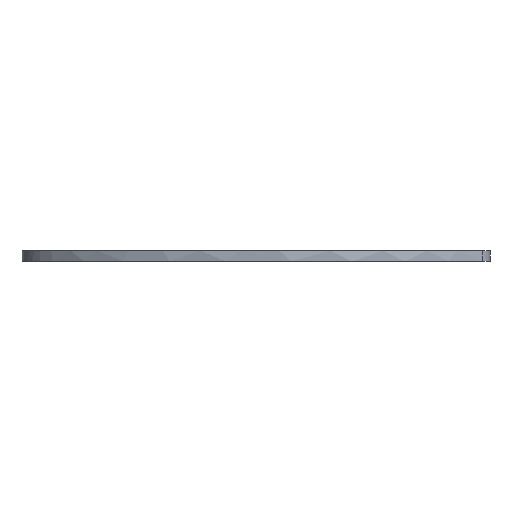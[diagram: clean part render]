
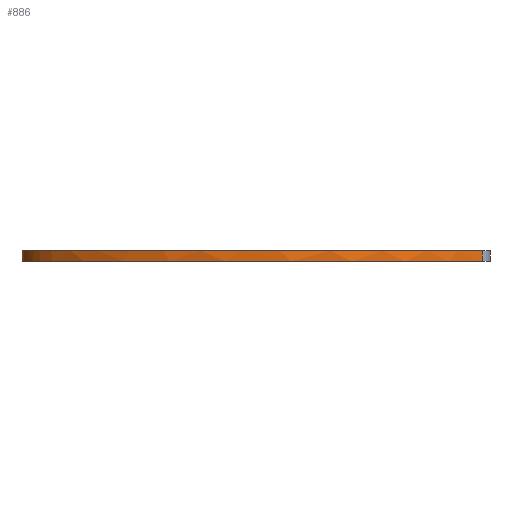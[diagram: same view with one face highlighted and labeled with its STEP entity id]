
A CAD part, left-side view. The second image highlights one B-rep face of the part: STEP entity #886.
In plain terms, the highlighted free-form (B-spline) face has degree [5, 1] with [20, 2] control points.
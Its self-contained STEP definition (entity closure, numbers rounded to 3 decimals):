
#16=(
BOUNDED_SURFACE()
B_SPLINE_SURFACE(5,1,((#1667,#1668),(#1669,#1670),(#1671,#1672),(#1673,
#1674),(#1675,#1676),(#1677,#1678),(#1679,#1680),(#1681,#1682),(#1683,#1684),
(#1685,#1686),(#1687,#1688),(#1689,#1690),(#1691,#1692),(#1693,#1694),(#1695,
#1696),(#1697,#1698),(#1699,#1700),(#1701,#1702),(#1703,#1704),(#1705,#1706)),
 .UNSPECIFIED.,.F.,.F.,.F.)
B_SPLINE_SURFACE_WITH_KNOTS((6,1,1,1,1,1,1,1,1,1,1,1,1,1,1,6),(2,2),(-1.,
-0.933,-0.867,-0.8,-0.733,-0.667,
-0.6,-0.533,-0.467,-0.4,-0.333,-0.267,
-0.2,-0.133,-0.067,0.),(0.,0.318),
 .UNSPECIFIED.)
GEOMETRIC_REPRESENTATION_ITEM()
RATIONAL_B_SPLINE_SURFACE(((1.,1.),(1.,1.),(1.,1.),(1.,1.),(1.,1.),(1.,
1.),(1.,1.),(1.,1.),(1.,1.),(1.,1.),(1.,1.),(1.,1.),(1.,1.),(1.,1.),(1.,
1.),(1.,1.),(1.,1.),(1.,1.),(1.,1.),(1.,1.)))
REPRESENTATION_ITEM('')
SURFACE()
);
#124=FACE_OUTER_BOUND('',#202,.T.);
#202=EDGE_LOOP('',(#823,#824,#825,#826));
#205=(
BOUNDED_CURVE()
B_SPLINE_CURVE(5,(#1277,#1278,#1279,#1280,#1281,#1282,#1283,#1284,#1285,
#1286,#1287,#1288,#1289,#1290,#1291,#1292,#1293,#1294,#1295,#1296),
 .UNSPECIFIED.,.F.,.F.)
B_SPLINE_CURVE_WITH_KNOTS((6,1,1,1,1,1,1,1,1,1,1,1,1,1,1,6),(-0.963,
-0.933,-0.867,-0.8,-0.733,-0.667,
-0.6,-0.533,-0.467,-0.4,-0.333,-0.267,
-0.2,-0.133,-0.067,0.),.UNSPECIFIED.)
CURVE()
GEOMETRIC_REPRESENTATION_ITEM()
RATIONAL_B_SPLINE_CURVE((1.,1.,1.,1.,1.,1.,1.,1.,1.,1.,1.,1.,1.,1.,1.,1.,
1.,1.,1.,1.))
REPRESENTATION_ITEM('')
);
#208=(
BOUNDED_CURVE()
B_SPLINE_CURVE(5,(#1428,#1429,#1430,#1431,#1432,#1433,#1434,#1435,#1436,
#1437,#1438,#1439,#1440,#1441,#1442,#1443,#1444,#1445,#1446,#1447),
 .UNSPECIFIED.,.F.,.F.)
B_SPLINE_CURVE_WITH_KNOTS((6,1,1,1,1,1,1,1,1,1,1,1,1,1,1,6),(0.,0.067,
0.133,0.2,0.267,0.333,0.4,0.467,
0.533,0.6,0.667,0.733,0.8,0.867,
0.933,0.963),.UNSPECIFIED.)
CURVE()
GEOMETRIC_REPRESENTATION_ITEM()
RATIONAL_B_SPLINE_CURVE((1.,1.,1.,1.,1.,1.,1.,1.,1.,1.,1.,1.,1.,1.,1.,1.,
1.,1.,1.,1.))
REPRESENTATION_ITEM('')
);
#319=LINE('',#1666,#373);
#373=VECTOR('',#1247,10.);
#382=B_SPLINE_CURVE_WITH_KNOTS('',3,(#1607,#1608,#1609,#1610),
 .UNSPECIFIED.,.F.,.F.,(4,4),(0.,0.318),
 .UNSPECIFIED.);
#390=VERTEX_POINT('',#1271);
#391=VERTEX_POINT('',#1276);
#434=VERTEX_POINT('',#1425);
#435=VERTEX_POINT('',#1427);
#470=EDGE_CURVE('',#390,#391,#205,.T.);
#516=EDGE_CURVE('',#434,#435,#208,.T.);
#557=EDGE_CURVE('',#435,#390,#382,.T.);
#585=EDGE_CURVE('',#434,#391,#319,.T.);
#823=ORIENTED_EDGE('',*,*,#557,.F.);
#824=ORIENTED_EDGE('',*,*,#516,.F.);
#825=ORIENTED_EDGE('',*,*,#585,.T.);
#826=ORIENTED_EDGE('',*,*,#470,.F.);
#886=ADVANCED_FACE('',(#124),#16,.T.);
#1247=DIRECTION('',(0.,0.,1.));
#1271=CARTESIAN_POINT('',(-60.123,69.581,3.175));
#1276=CARTESIAN_POINT('',(-80.825,-63.169,3.175));
#1277=CARTESIAN_POINT('Ctrl Pts',(-60.123,69.581,3.175));
#1278=CARTESIAN_POINT('Ctrl Pts',(-60.783,70.045,3.175));
#1279=CARTESIAN_POINT('Ctrl Pts',(-62.91,71.406,3.175));
#1280=CARTESIAN_POINT('Ctrl Pts',(-66.39,72.891,3.175));
#1281=CARTESIAN_POINT('Ctrl Pts',(-71.049,73.112,3.175));
#1282=CARTESIAN_POINT('Ctrl Pts',(-76.79,70.4,3.175));
#1283=CARTESIAN_POINT('Ctrl Pts',(-83.125,64.2,3.175));
#1284=CARTESIAN_POINT('Ctrl Pts',(-89.259,55.477,3.175));
#1285=CARTESIAN_POINT('Ctrl Pts',(-94.82,44.67,3.175));
#1286=CARTESIAN_POINT('Ctrl Pts',(-99.313,32.153,3.175));
#1287=CARTESIAN_POINT('Ctrl Pts',(-102.241,18.319,3.175));
#1288=CARTESIAN_POINT('Ctrl Pts',(-103.254,3.677,3.175));
#1289=CARTESIAN_POINT('Ctrl Pts',(-102.29,-11.027,3.175));
#1290=CARTESIAN_POINT('Ctrl Pts',(-99.748,-24.73,3.175));
#1291=CARTESIAN_POINT('Ctrl Pts',(-95.995,-36.958,3.175));
#1292=CARTESIAN_POINT('Ctrl Pts',(-91.407,-47.493,3.175));
#1293=CARTESIAN_POINT('Ctrl Pts',(-87.317,-54.567,3.175));
#1294=CARTESIAN_POINT('Ctrl Pts',(-84.114,-59.144,3.175));
#1295=CARTESIAN_POINT('Ctrl Pts',(-81.929,-61.88,3.175));
#1296=CARTESIAN_POINT('Ctrl Pts',(-80.825,-63.169,3.175));
#1425=CARTESIAN_POINT('',(-80.825,-63.169,0.));
#1427=CARTESIAN_POINT('',(-60.123,69.581,0.));
#1428=CARTESIAN_POINT('Ctrl Pts',(-80.825,-63.169,0.));
#1429=CARTESIAN_POINT('Ctrl Pts',(-81.929,-61.88,0.));
#1430=CARTESIAN_POINT('Ctrl Pts',(-84.114,-59.144,0.));
#1431=CARTESIAN_POINT('Ctrl Pts',(-87.317,-54.567,0.));
#1432=CARTESIAN_POINT('Ctrl Pts',(-91.407,-47.493,0.));
#1433=CARTESIAN_POINT('Ctrl Pts',(-95.995,-36.958,0.));
#1434=CARTESIAN_POINT('Ctrl Pts',(-99.748,-24.73,0.));
#1435=CARTESIAN_POINT('Ctrl Pts',(-102.29,-11.027,0.));
#1436=CARTESIAN_POINT('Ctrl Pts',(-103.254,3.677,0.));
#1437=CARTESIAN_POINT('Ctrl Pts',(-102.241,18.319,0.));
#1438=CARTESIAN_POINT('Ctrl Pts',(-99.313,32.153,0.));
#1439=CARTESIAN_POINT('Ctrl Pts',(-94.82,44.67,0.));
#1440=CARTESIAN_POINT('Ctrl Pts',(-89.259,55.477,0.));
#1441=CARTESIAN_POINT('Ctrl Pts',(-83.125,64.2,0.));
#1442=CARTESIAN_POINT('Ctrl Pts',(-76.79,70.4,0.));
#1443=CARTESIAN_POINT('Ctrl Pts',(-71.049,73.112,0.));
#1444=CARTESIAN_POINT('Ctrl Pts',(-66.39,72.891,0.));
#1445=CARTESIAN_POINT('Ctrl Pts',(-62.91,71.406,0.));
#1446=CARTESIAN_POINT('Ctrl Pts',(-60.783,70.045,0.));
#1447=CARTESIAN_POINT('Ctrl Pts',(-60.123,69.581,0.));
#1607=CARTESIAN_POINT('Ctrl Pts',(-60.123,69.581,0.));
#1608=CARTESIAN_POINT('Ctrl Pts',(-60.123,69.581,1.058));
#1609=CARTESIAN_POINT('Ctrl Pts',(-60.123,69.581,2.117));
#1610=CARTESIAN_POINT('Ctrl Pts',(-60.123,69.581,3.175));
#1666=CARTESIAN_POINT('',(-80.825,-63.169,0.));
#1667=CARTESIAN_POINT('Ctrl Pts',(-55.861,65.931,0.));
#1668=CARTESIAN_POINT('Ctrl Pts',(-55.861,65.931,3.175));
#1669=CARTESIAN_POINT('Ctrl Pts',(-57.432,67.507,0.));
#1670=CARTESIAN_POINT('Ctrl Pts',(-57.432,67.507,3.175));
#1671=CARTESIAN_POINT('Ctrl Pts',(-60.5,70.181,0.));
#1672=CARTESIAN_POINT('Ctrl Pts',(-60.5,70.181,3.175));
#1673=CARTESIAN_POINT('Ctrl Pts',(-64.877,72.758,0.));
#1674=CARTESIAN_POINT('Ctrl Pts',(-64.877,72.758,3.175));
#1675=CARTESIAN_POINT('Ctrl Pts',(-70.329,73.452,0.));
#1676=CARTESIAN_POINT('Ctrl Pts',(-70.329,73.452,3.175));
#1677=CARTESIAN_POINT('Ctrl Pts',(-76.79,70.4,0.));
#1678=CARTESIAN_POINT('Ctrl Pts',(-76.79,70.4,3.175));
#1679=CARTESIAN_POINT('Ctrl Pts',(-83.125,64.2,0.));
#1680=CARTESIAN_POINT('Ctrl Pts',(-83.125,64.2,3.175));
#1681=CARTESIAN_POINT('Ctrl Pts',(-89.259,55.477,0.));
#1682=CARTESIAN_POINT('Ctrl Pts',(-89.259,55.477,3.175));
#1683=CARTESIAN_POINT('Ctrl Pts',(-94.82,44.67,0.));
#1684=CARTESIAN_POINT('Ctrl Pts',(-94.82,44.67,3.175));
#1685=CARTESIAN_POINT('Ctrl Pts',(-99.313,32.153,0.));
#1686=CARTESIAN_POINT('Ctrl Pts',(-99.313,32.153,3.175));
#1687=CARTESIAN_POINT('Ctrl Pts',(-102.241,18.319,0.));
#1688=CARTESIAN_POINT('Ctrl Pts',(-102.241,18.319,3.175));
#1689=CARTESIAN_POINT('Ctrl Pts',(-103.254,3.677,0.));
#1690=CARTESIAN_POINT('Ctrl Pts',(-103.254,3.677,3.175));
#1691=CARTESIAN_POINT('Ctrl Pts',(-102.29,-11.027,0.));
#1692=CARTESIAN_POINT('Ctrl Pts',(-102.29,-11.027,3.175));
#1693=CARTESIAN_POINT('Ctrl Pts',(-99.748,-24.73,0.));
#1694=CARTESIAN_POINT('Ctrl Pts',(-99.748,-24.73,3.175));
#1695=CARTESIAN_POINT('Ctrl Pts',(-95.995,-36.958,0.));
#1696=CARTESIAN_POINT('Ctrl Pts',(-95.995,-36.958,3.175));
#1697=CARTESIAN_POINT('Ctrl Pts',(-91.407,-47.493,0.));
#1698=CARTESIAN_POINT('Ctrl Pts',(-91.407,-47.493,3.175));
#1699=CARTESIAN_POINT('Ctrl Pts',(-87.317,-54.567,0.));
#1700=CARTESIAN_POINT('Ctrl Pts',(-87.317,-54.567,3.175));
#1701=CARTESIAN_POINT('Ctrl Pts',(-84.114,-59.144,0.));
#1702=CARTESIAN_POINT('Ctrl Pts',(-84.114,-59.144,3.175));
#1703=CARTESIAN_POINT('Ctrl Pts',(-81.929,-61.88,0.));
#1704=CARTESIAN_POINT('Ctrl Pts',(-81.929,-61.88,3.175));
#1705=CARTESIAN_POINT('Ctrl Pts',(-80.825,-63.169,0.));
#1706=CARTESIAN_POINT('Ctrl Pts',(-80.825,-63.169,3.175));
